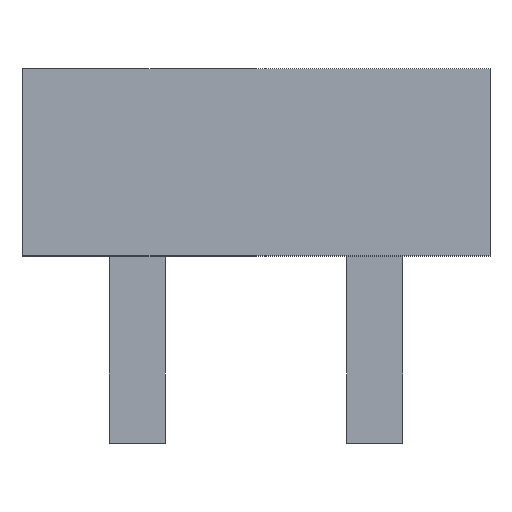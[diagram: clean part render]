
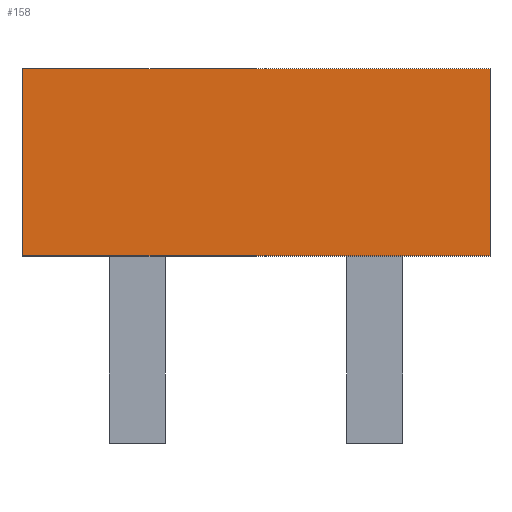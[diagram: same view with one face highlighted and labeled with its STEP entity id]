
A CAD part, front view. The second image highlights one B-rep face of the part: STEP entity #158.
In plain terms, the highlighted planar face has unit normal (0, -1, 0).
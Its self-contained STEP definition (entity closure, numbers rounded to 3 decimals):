
#23=VERTEX_POINT('',#24);
#24=CARTESIAN_POINT('',(-1.23,-10.97,2.));
#28=ORIENTED_EDGE('',*,*,#29,.T.);
#29=EDGE_CURVE('',#23,#30,#32,.T.);
#30=VERTEX_POINT('',#31);
#31=CARTESIAN_POINT('',(3.77,-10.97,2.));
#32=LINE('',#24,#33);
#33=VECTOR('',#34,1.);
#34=DIRECTION('',(1.,0.,0.));
#53=VERTEX_POINT('',#54);
#54=CARTESIAN_POINT('',(-1.23,-10.97,0.));
#56=ORIENTED_EDGE('',*,*,#57,.T.);
#57=EDGE_CURVE('',#53,#23,#58,.T.);
#58=LINE('',#54,#59);
#59=VECTOR('',#60,1.);
#60=DIRECTION('',(0.,0.,1.));
#67=DIRECTION('',(-1.,0.,0.));
#72=ORIENTED_EDGE('',*,*,#73,.T.);
#73=EDGE_CURVE('',#30,#74,#76,.T.);
#74=VERTEX_POINT('',#75);
#75=CARTESIAN_POINT('',(3.77,-10.97,0.));
#76=LINE('',#31,#77);
#77=VECTOR('',#78,1.);
#78=DIRECTION('',(0.,0.,-1.));
#96=VECTOR('',#67,1.);
#157=DIRECTION('',(0.,-1.,0.));
#158=ADVANCED_FACE('',(#159),#165,.T.);
#159=FACE_BOUND('',#160,.F.);
#160=EDGE_LOOP('',(#28,#72,#161,#56));
#161=ORIENTED_EDGE('',*,*,#162,.T.);
#162=EDGE_CURVE('',#74,#53,#163,.T.);
#163=LINE('',#164,#96);
#164=CARTESIAN_POINT('',(3.77,-10.97,0.));
#165=PLANE('',#166);
#166=AXIS2_PLACEMENT_3D('',#24,#157,#78);
